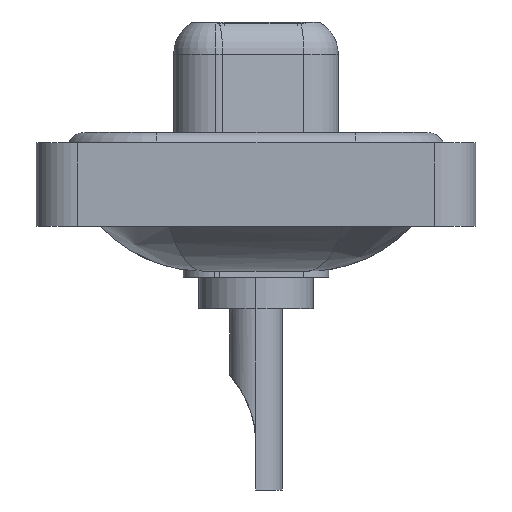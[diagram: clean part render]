
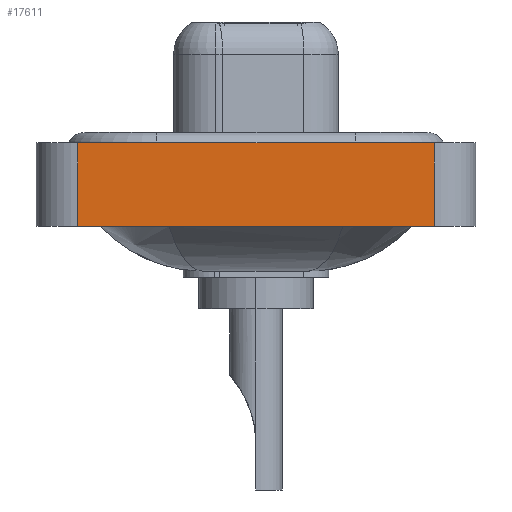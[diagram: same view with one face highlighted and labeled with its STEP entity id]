
A CAD part, left-side view. The second image highlights one B-rep face of the part: STEP entity #17611.
In plain terms, the highlighted planar face has unit normal (-1, 0, 0).
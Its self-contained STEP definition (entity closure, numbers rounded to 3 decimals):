
#881 = EDGE_LOOP ( 'NONE', ( #13203, #15216, #5003, #6772 ) ) ;
#1516 = CARTESIAN_POINT ( 'NONE',  ( -7.3, -8.55, -3.6 ) ) ;
#1570 = VECTOR ( 'NONE', #12092, 1000. ) ;
#2278 = DIRECTION ( 'NONE',  ( -1., 0., 0. ) ) ;
#3098 = VERTEX_POINT ( 'NONE', #1516 ) ;
#3631 = CARTESIAN_POINT ( 'NONE',  ( -7.3, -8.55, -3.6 ) ) ;
#4425 = CARTESIAN_POINT ( 'NONE',  ( -7.3, -8.55, -3.6 ) ) ;
#5003 = ORIENTED_EDGE ( 'NONE', *, *, #14041, .F. ) ;
#5592 = LINE ( 'NONE', #9767, #6692 ) ;
#6692 = VECTOR ( 'NONE', #9858, 1000. ) ;
#6772 = ORIENTED_EDGE ( 'NONE', *, *, #6976, .T. ) ;
#6976 = EDGE_CURVE ( 'NONE', #13610, #3098, #7817, .T. ) ;
#7798 = DIRECTION ( 'NONE',  ( 0., 0., 1. ) ) ;
#7817 = LINE ( 'NONE', #13444, #8981 ) ;
#8981 = VECTOR ( 'NONE', #16167, 1000. ) ;
#9246 = FACE_OUTER_BOUND ( 'NONE', #881, .T. ) ;
#9602 = VERTEX_POINT ( 'NONE', #17334 ) ;
#9767 = CARTESIAN_POINT ( 'NONE',  ( -7.3, -8.55, 0.4 ) ) ;
#9858 = DIRECTION ( 'NONE',  ( 0., -1., 0. ) ) ;
#10636 = CARTESIAN_POINT ( 'NONE',  ( -7.3, 8.55, -3.6 ) ) ;
#10720 = LINE ( 'NONE', #10636, #1570 ) ;
#10851 = VECTOR ( 'NONE', #11406, 1000. ) ;
#11406 = DIRECTION ( 'NONE',  ( 0., 0., 1. ) ) ;
#12092 = DIRECTION ( 'NONE',  ( 0., 0., 1. ) ) ;
#12523 = EDGE_CURVE ( 'NONE', #16932, #9602, #5592, .T. ) ;
#12901 = CARTESIAN_POINT ( 'NONE',  ( -7.3, 8.55, 0.4 ) ) ;
#13203 = ORIENTED_EDGE ( 'NONE', *, *, #14263, .T. ) ;
#13444 = CARTESIAN_POINT ( 'NONE',  ( -7.3, -8.55, -3.6 ) ) ;
#13610 = VERTEX_POINT ( 'NONE', #16789 ) ;
#14041 = EDGE_CURVE ( 'NONE', #13610, #16932, #10720, .T. ) ;
#14232 = LINE ( 'NONE', #4425, #10851 ) ;
#14263 = EDGE_CURVE ( 'NONE', #3098, #9602, #14232, .T. ) ;
#14797 = PLANE ( 'NONE',  #15919 ) ;
#15216 = ORIENTED_EDGE ( 'NONE', *, *, #12523, .F. ) ;
#15919 = AXIS2_PLACEMENT_3D ( 'NONE', #3631, #2278, #7798 ) ;
#16167 = DIRECTION ( 'NONE',  ( 0., -1., 0. ) ) ;
#16789 = CARTESIAN_POINT ( 'NONE',  ( -7.3, 8.55, -3.6 ) ) ;
#16932 = VERTEX_POINT ( 'NONE', #12901 ) ;
#17334 = CARTESIAN_POINT ( 'NONE',  ( -7.3, -8.55, 0.4 ) ) ;
#17611 = ADVANCED_FACE ( 'NONE', ( #9246 ), #14797, .T. ) ;
